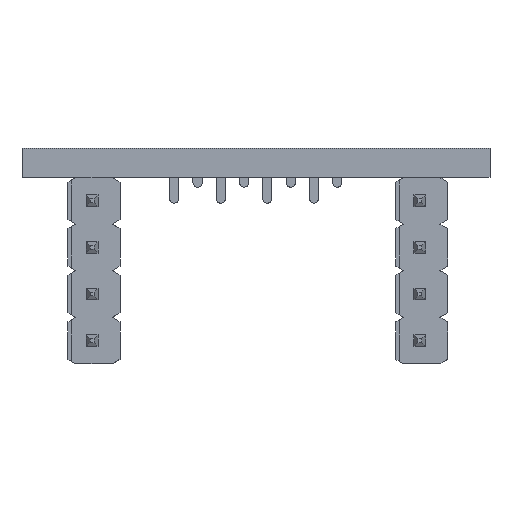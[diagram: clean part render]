
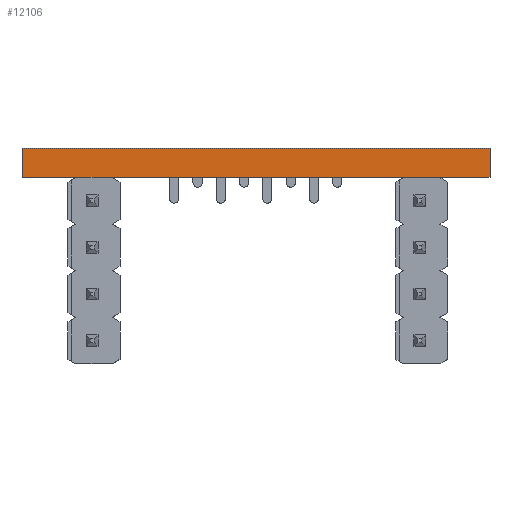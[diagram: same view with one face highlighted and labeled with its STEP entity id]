
A CAD part, front view. The second image highlights one B-rep face of the part: STEP entity #12106.
In plain terms, the highlighted planar face has unit normal (0, -1, 0).
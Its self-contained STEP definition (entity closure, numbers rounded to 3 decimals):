
#189 = VERTEX_POINT ( 'NONE', #1448 ) ;
#627 = EDGE_LOOP ( 'NONE', ( #9971, #12104, #1722, #4464, #11798, #2856 ) ) ;
#653 = AXIS2_PLACEMENT_3D ( 'NONE', #10697, #6931, #4174 ) ;
#678 = CARTESIAN_POINT ( 'NONE',  ( 12.75, -12.3, -21. ) ) ;
#854 = EDGE_CURVE ( 'NONE', #189, #10040, #11767, .T. ) ;
#952 = CARTESIAN_POINT ( 'NONE',  ( -9.813, -12.3, -22.6 ) ) ;
#1448 = CARTESIAN_POINT ( 'NONE',  ( -7.839, -12.3, -22.6 ) ) ;
#1722 = ORIENTED_EDGE ( 'NONE', *, *, #3515, .F. ) ;
#2237 = CARTESIAN_POINT ( 'NONE',  ( -12.75, -12.3, -21. ) ) ;
#2303 = DIRECTION ( 'NONE',  ( 1., 0., 0. ) ) ;
#2497 = EDGE_CURVE ( 'NONE', #8791, #9167, #9127, .T. ) ;
#2722 = EDGE_CURVE ( 'NONE', #3728, #7820, #10376, .T. ) ;
#2856 = ORIENTED_EDGE ( 'NONE', *, *, #854, .F. ) ;
#3055 = PLANE ( 'NONE',  #653 ) ;
#3179 = CARTESIAN_POINT ( 'NONE',  ( -7.839, -12.3, -22.6 ) ) ;
#3188 = CARTESIAN_POINT ( 'NONE',  ( -12.75, -12.3, -22.6 ) ) ;
#3327 = DIRECTION ( 'NONE',  ( 1., 0., 0. ) ) ;
#3515 = EDGE_CURVE ( 'NONE', #7820, #9167, #6399, .T. ) ;
#3728 = VERTEX_POINT ( 'NONE', #3188 ) ;
#4174 = DIRECTION ( 'NONE',  ( 1., 0., 0. ) ) ;
#4184 = DIRECTION ( 'NONE',  ( -1., 0., 0. ) ) ;
#4464 = ORIENTED_EDGE ( 'NONE', *, *, #2722, .F. ) ;
#4527 = EDGE_CURVE ( 'NONE', #189, #8791, #10917, .T. ) ;
#5211 = CARTESIAN_POINT ( 'NONE',  ( -7.839, -12.3, -22.6 ) ) ;
#5245 = CARTESIAN_POINT ( 'NONE',  ( 12.75, -12.3, -22.6 ) ) ;
#5375 = VECTOR ( 'NONE', #5518, 1000. ) ;
#5518 = DIRECTION ( 'NONE',  ( 1., 0., 0. ) ) ;
#5766 = VECTOR ( 'NONE', #9441, 1000. ) ;
#6399 = LINE ( 'NONE', #10223, #5375 ) ;
#6615 = CARTESIAN_POINT ( 'NONE',  ( -12.75, -12.3, -22.6 ) ) ;
#6931 = DIRECTION ( 'NONE',  ( 0., 1., 0. ) ) ;
#6944 = CARTESIAN_POINT ( 'NONE',  ( -12.75, -12.3, -22.6 ) ) ;
#7185 = DIRECTION ( 'NONE',  ( 0., 0., 1. ) ) ;
#7820 = VERTEX_POINT ( 'NONE', #2237 ) ;
#7964 = VECTOR ( 'NONE', #7185, 1000. ) ;
#8016 = LINE ( 'NONE', #6944, #11426 ) ;
#8706 = CARTESIAN_POINT ( 'NONE',  ( 12.75, -12.3, -22.6 ) ) ;
#8759 = VECTOR ( 'NONE', #3327, 1000. ) ;
#8791 = VERTEX_POINT ( 'NONE', #8706 ) ;
#9127 = LINE ( 'NONE', #5245, #7964 ) ;
#9167 = VERTEX_POINT ( 'NONE', #678 ) ;
#9441 = DIRECTION ( 'NONE',  ( 0., 0., 1. ) ) ;
#9932 = FACE_OUTER_BOUND ( 'NONE', #627, .T. ) ;
#9971 = ORIENTED_EDGE ( 'NONE', *, *, #4527, .T. ) ;
#10040 = VERTEX_POINT ( 'NONE', #952 ) ;
#10223 = CARTESIAN_POINT ( 'NONE',  ( -4.845, -12.3, -21. ) ) ;
#10376 = LINE ( 'NONE', #6615, #5766 ) ;
#10697 = CARTESIAN_POINT ( 'NONE',  ( 12.75, -12.3, -21. ) ) ;
#10917 = LINE ( 'NONE', #5211, #8759 ) ;
#11218 = VECTOR ( 'NONE', #4184, 1000. ) ;
#11426 = VECTOR ( 'NONE', #2303, 1000. ) ;
#11727 = EDGE_CURVE ( 'NONE', #3728, #10040, #8016, .T. ) ;
#11767 = LINE ( 'NONE', #3179, #11218 ) ;
#11798 = ORIENTED_EDGE ( 'NONE', *, *, #11727, .T. ) ;
#12104 = ORIENTED_EDGE ( 'NONE', *, *, #2497, .T. ) ;
#12106 = ADVANCED_FACE ( 'NONE', ( #9932 ), #3055, .F. ) ;
